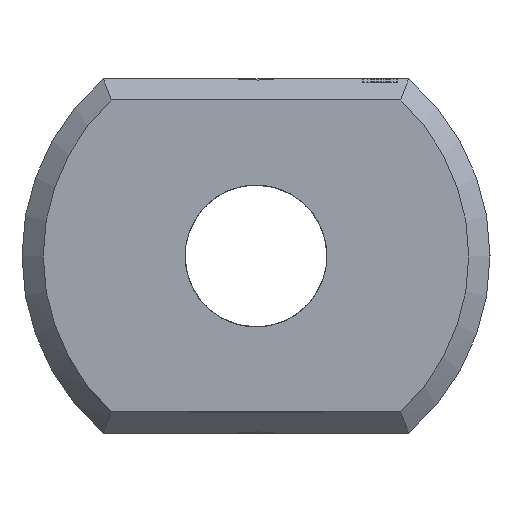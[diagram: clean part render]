
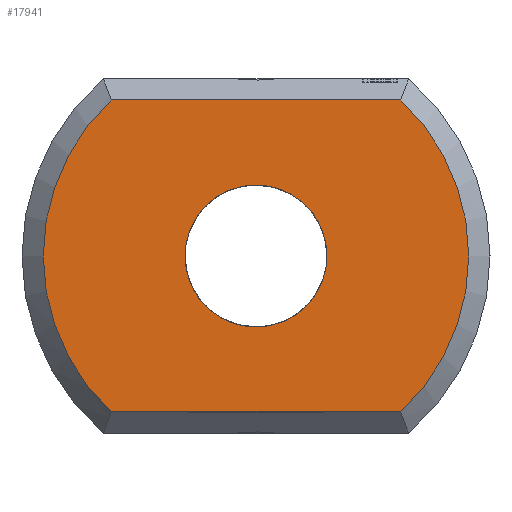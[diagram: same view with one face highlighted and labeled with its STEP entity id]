
A CAD part, left-side view. The second image highlights one B-rep face of the part: STEP entity #17941.
In plain terms, the highlighted planar face has unit normal (-1, 0, 0).
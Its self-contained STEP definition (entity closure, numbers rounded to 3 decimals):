
#4407 = VERTEX_POINT('',#4408);
#4408 = CARTESIAN_POINT('',(0.,-2.04,2.2));
#4417 = VERTEX_POINT('',#4418);
#4418 = CARTESIAN_POINT('',(0.,-2.04,-2.2));
#4425 = EDGE_CURVE('',#4407,#4417,#4426,.T.);
#4426 = CIRCLE('',#4427,3.);
#4427 = AXIS2_PLACEMENT_3D('',#4428,#4429,#4430);
#4428 = CARTESIAN_POINT('',(0.,0.,0.));
#4429 = DIRECTION('',(1.,0.,0.));
#4430 = DIRECTION('',(0.,-0.653,0.758)
  );
#5692 = VERTEX_POINT('',#5693);
#5693 = CARTESIAN_POINT('',(0.,2.04,2.2));
#5700 = EDGE_CURVE('',#4407,#5692,#5701,.T.);
#5701 = LINE('',#5702,#5703);
#5702 = CARTESIAN_POINT('',(0.,-2.154,2.2));
#5703 = VECTOR('',#5704,1.);
#5704 = DIRECTION('',(0.,1.,0.));
#17941 = ADVANCED_FACE('',(#17942,#17961),#17972,.F.);
#17942 = FACE_BOUND('',#17943,.F.);
#17943 = EDGE_LOOP('',(#17944,#17953,#17954,#17955));
#17944 = ORIENTED_EDGE('',*,*,#17945,.T.);
#17945 = EDGE_CURVE('',#17946,#5692,#17948,.T.);
#17946 = VERTEX_POINT('',#17947);
#17947 = CARTESIAN_POINT('',(0.,2.04,-2.2));
#17948 = CIRCLE('',#17949,3.);
#17949 = AXIS2_PLACEMENT_3D('',#17950,#17951,#17952);
#17950 = CARTESIAN_POINT('',(0.,0.,0.));
#17951 = DIRECTION('',(1.,0.,0.));
#17952 = DIRECTION('',(0.,0.653,-0.758)
  );
#17953 = ORIENTED_EDGE('',*,*,#5700,.F.);
#17954 = ORIENTED_EDGE('',*,*,#4425,.T.);
#17955 = ORIENTED_EDGE('',*,*,#17956,.T.);
#17956 = EDGE_CURVE('',#4417,#17946,#17957,.T.);
#17957 = LINE('',#17958,#17959);
#17958 = CARTESIAN_POINT('',(0.,-2.154,-2.2));
#17959 = VECTOR('',#17960,1.);
#17960 = DIRECTION('',(0.,1.,0.));
#17961 = FACE_BOUND('',#17962,.T.);
#17962 = EDGE_LOOP('',(#17963));
#17963 = ORIENTED_EDGE('',*,*,#17964,.T.);
#17964 = EDGE_CURVE('',#17965,#17965,#17967,.T.);
#17965 = VERTEX_POINT('',#17966);
#17966 = CARTESIAN_POINT('',(0.,1.,0.)
  );
#17967 = CIRCLE('',#17968,1.);
#17968 = AXIS2_PLACEMENT_3D('',#17969,#17970,#17971);
#17969 = CARTESIAN_POINT('',(0.,0.,0.));
#17970 = DIRECTION('',(1.,0.,0.));
#17971 = DIRECTION('',(0.,1.,0.));
#17972 = PLANE('',#17973);
#17973 = AXIS2_PLACEMENT_3D('',#17974,#17975,#17976);
#17974 = CARTESIAN_POINT('',(0.,0.,0.));
#17975 = DIRECTION('',(1.,0.,0.));
#17976 = DIRECTION('',(0.,0.,1.));
